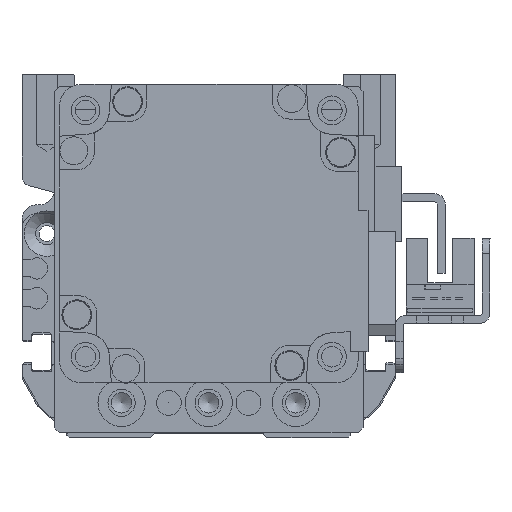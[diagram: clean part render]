
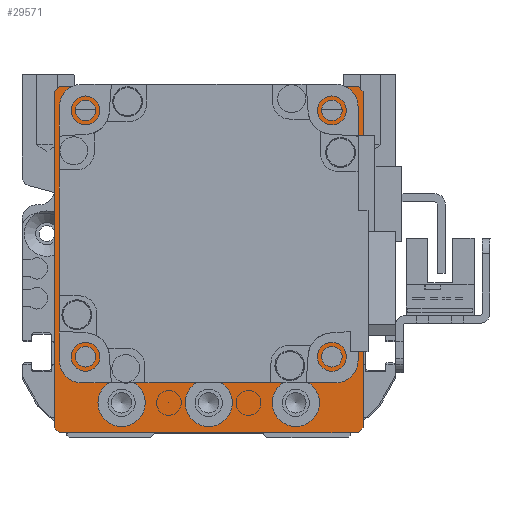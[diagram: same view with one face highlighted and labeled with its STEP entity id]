
A CAD part, left-side view. The second image highlights one B-rep face of the part: STEP entity #29571.
In plain terms, the highlighted face is planar.
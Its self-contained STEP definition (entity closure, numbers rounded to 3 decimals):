
#935=FACE_BOUND('',#5861,.T.);
#936=FACE_BOUND('',#5862,.T.);
#937=FACE_BOUND('',#5863,.T.);
#938=FACE_BOUND('',#5864,.T.);
#939=FACE_BOUND('',#5865,.T.);
#940=FACE_BOUND('',#5866,.T.);
#941=FACE_BOUND('',#5867,.T.);
#942=FACE_BOUND('',#5868,.T.);
#1688=PLANE('',#33219);
#3834=FACE_OUTER_BOUND('',#5860,.T.);
#5860=EDGE_LOOP('',(#26686,#26687,#26688,#26689,#26690,#26691,#26692,#26693));
#5861=EDGE_LOOP('',(#26694));
#5862=EDGE_LOOP('',(#26695));
#5863=EDGE_LOOP('',(#26696));
#5864=EDGE_LOOP('',(#26697));
#5865=EDGE_LOOP('',(#26698));
#5866=EDGE_LOOP('',(#26699));
#5867=EDGE_LOOP('',(#26700));
#5868=EDGE_LOOP('',(#26701));
#8172=LINE('',#51074,#10535);
#8175=LINE('',#51079,#10538);
#8177=LINE('',#51083,#10540);
#8179=LINE('',#51087,#10542);
#8181=LINE('',#51092,#10544);
#8183=LINE('',#51095,#10546);
#8184=LINE('',#51097,#10547);
#8185=LINE('',#51098,#10548);
#10535=VECTOR('',#41479,10.);
#10538=VECTOR('',#41484,10.);
#10540=VECTOR('',#41488,10.);
#10542=VECTOR('',#41492,10.);
#10544=VECTOR('',#41496,10.);
#10546=VECTOR('',#41500,10.);
#10547=VECTOR('',#41501,10.);
#10548=VECTOR('',#41502,10.);
#12445=CIRCLE('',#33220,25.);
#12446=CIRCLE('',#33221,2.067);
#12447=CIRCLE('',#33222,2.067);
#12448=CIRCLE('',#33223,2.067);
#12449=CIRCLE('',#33224,2.067);
#12450=CIRCLE('',#33225,4.75);
#12451=CIRCLE('',#33226,4.75);
#12452=CIRCLE('',#33227,4.75);
#14999=VERTEX_POINT('',#51071);
#15000=VERTEX_POINT('',#51073);
#15001=VERTEX_POINT('',#51077);
#15002=VERTEX_POINT('',#51081);
#15003=VERTEX_POINT('',#51085);
#15004=VERTEX_POINT('',#51089);
#15005=VERTEX_POINT('',#51091);
#15006=VERTEX_POINT('',#51096);
#15007=VERTEX_POINT('',#51099);
#15008=VERTEX_POINT('',#51101);
#15009=VERTEX_POINT('',#51103);
#15010=VERTEX_POINT('',#51105);
#15011=VERTEX_POINT('',#51107);
#15012=VERTEX_POINT('',#51109);
#15013=VERTEX_POINT('',#51111);
#15014=VERTEX_POINT('',#51113);
#18964=EDGE_CURVE('',#14999,#15000,#8172,.T.);
#18967=EDGE_CURVE('',#14999,#15001,#8175,.T.);
#18969=EDGE_CURVE('',#15002,#15001,#8177,.T.);
#18971=EDGE_CURVE('',#15002,#15003,#8179,.T.);
#18973=EDGE_CURVE('',#15004,#15005,#8181,.T.);
#18975=EDGE_CURVE('',#15004,#15000,#8183,.T.);
#18976=EDGE_CURVE('',#15006,#15003,#8184,.T.);
#18977=EDGE_CURVE('',#15006,#15005,#8185,.T.);
#18978=EDGE_CURVE('',#15007,#15007,#12445,.T.);
#18979=EDGE_CURVE('',#15008,#15008,#12446,.T.);
#18980=EDGE_CURVE('',#15009,#15009,#12447,.T.);
#18981=EDGE_CURVE('',#15010,#15010,#12448,.T.);
#18982=EDGE_CURVE('',#15011,#15011,#12449,.T.);
#18983=EDGE_CURVE('',#15012,#15012,#12450,.T.);
#18984=EDGE_CURVE('',#15013,#15013,#12451,.T.);
#18985=EDGE_CURVE('',#15014,#15014,#12452,.T.);
#26686=ORIENTED_EDGE('',*,*,#18973,.F.);
#26687=ORIENTED_EDGE('',*,*,#18975,.T.);
#26688=ORIENTED_EDGE('',*,*,#18964,.F.);
#26689=ORIENTED_EDGE('',*,*,#18967,.T.);
#26690=ORIENTED_EDGE('',*,*,#18969,.F.);
#26691=ORIENTED_EDGE('',*,*,#18971,.T.);
#26692=ORIENTED_EDGE('',*,*,#18976,.F.);
#26693=ORIENTED_EDGE('',*,*,#18977,.T.);
#26694=ORIENTED_EDGE('',*,*,#18978,.T.);
#26695=ORIENTED_EDGE('',*,*,#18979,.T.);
#26696=ORIENTED_EDGE('',*,*,#18980,.T.);
#26697=ORIENTED_EDGE('',*,*,#18981,.T.);
#26698=ORIENTED_EDGE('',*,*,#18982,.T.);
#26699=ORIENTED_EDGE('',*,*,#18983,.T.);
#26700=ORIENTED_EDGE('',*,*,#18984,.T.);
#26701=ORIENTED_EDGE('',*,*,#18985,.T.);
#29571=ADVANCED_FACE('',(#3834,#935,#936,#937,#938,#939,#940,#941,#942),
#1688,.T.);
#33219=AXIS2_PLACEMENT_3D('',#51094,#41498,#41499);
#33220=AXIS2_PLACEMENT_3D('',#51100,#41503,#41504);
#33221=AXIS2_PLACEMENT_3D('',#51102,#41505,#41506);
#33222=AXIS2_PLACEMENT_3D('',#51104,#41507,#41508);
#33223=AXIS2_PLACEMENT_3D('',#51106,#41509,#41510);
#33224=AXIS2_PLACEMENT_3D('',#51108,#41511,#41512);
#33225=AXIS2_PLACEMENT_3D('',#51110,#41513,#41514);
#33226=AXIS2_PLACEMENT_3D('',#51112,#41515,#41516);
#33227=AXIS2_PLACEMENT_3D('',#51114,#41517,#41518);
#41479=DIRECTION('',(-0.707,-0.707,0.));
#41484=DIRECTION('',(0.,1.,0.));
#41488=DIRECTION('',(0.707,-0.707,0.));
#41492=DIRECTION('',(-1.,0.,0.));
#41496=DIRECTION('',(-0.707,0.707,0.));
#41498=DIRECTION('center_axis',(0.,0.,1.));
#41499=DIRECTION('ref_axis',(1.,0.,0.));
#41500=DIRECTION('',(1.,0.,0.));
#41501=DIRECTION('',(0.707,0.707,0.));
#41502=DIRECTION('',(0.,-1.,0.));
#41503=DIRECTION('center_axis',(0.,0.,-1.));
#41504=DIRECTION('ref_axis',(1.,0.,0.));
#41505=DIRECTION('center_axis',(0.,0.,-1.));
#41506=DIRECTION('ref_axis',(1.,0.,0.));
#41507=DIRECTION('center_axis',(0.,0.,-1.));
#41508=DIRECTION('ref_axis',(1.,0.,0.));
#41509=DIRECTION('center_axis',(0.,0.,-1.));
#41510=DIRECTION('ref_axis',(1.,0.,0.));
#41511=DIRECTION('center_axis',(0.,0.,-1.));
#41512=DIRECTION('ref_axis',(1.,0.,0.));
#41513=DIRECTION('center_axis',(0.,0.,-1.));
#41514=DIRECTION('ref_axis',(1.,0.,0.));
#41515=DIRECTION('center_axis',(0.,0.,-1.));
#41516=DIRECTION('ref_axis',(1.,0.,0.));
#41517=DIRECTION('center_axis',(0.,0.,-1.));
#41518=DIRECTION('ref_axis',(1.,0.,0.));
#51071=CARTESIAN_POINT('',(31.,-33.75,59.));
#51073=CARTESIAN_POINT('',(30.,-34.75,59.));
#51074=CARTESIAN_POINT('',(31.438,-33.313,59.));
#51077=CARTESIAN_POINT('',(31.,33.75,59.));
#51079=CARTESIAN_POINT('',(31.,-34.75,59.));
#51081=CARTESIAN_POINT('',(30.,34.75,59.));
#51083=CARTESIAN_POINT('',(31.438,33.313,59.));
#51085=CARTESIAN_POINT('',(-30.,34.75,59.));
#51087=CARTESIAN_POINT('',(31.,34.75,59.));
#51089=CARTESIAN_POINT('',(-30.,-34.75,59.));
#51091=CARTESIAN_POINT('',(-31.,-33.75,59.));
#51092=CARTESIAN_POINT('',(-31.438,-33.313,59.));
#51094=CARTESIAN_POINT('Origin',(0.,0.,
59.));
#51095=CARTESIAN_POINT('',(-31.,-34.75,59.));
#51096=CARTESIAN_POINT('',(-31.,33.75,59.));
#51097=CARTESIAN_POINT('',(-31.438,33.313,59.));
#51098=CARTESIAN_POINT('',(-31.,34.75,59.));
#51099=CARTESIAN_POINT('',(-25.,5.25,59.));
#51100=CARTESIAN_POINT('Origin',(0.,5.25,59.));
#51101=CARTESIAN_POINT('',(22.682,-19.499,59.));
#51102=CARTESIAN_POINT('Origin',(24.749,-19.499,59.));
#51103=CARTESIAN_POINT('',(22.682,29.999,59.));
#51104=CARTESIAN_POINT('Origin',(24.749,29.999,59.));
#51105=CARTESIAN_POINT('',(-26.816,29.999,59.));
#51106=CARTESIAN_POINT('Origin',(-24.749,29.999,59.));
#51107=CARTESIAN_POINT('',(-26.816,-19.499,59.));
#51108=CARTESIAN_POINT('Origin',(-24.749,-19.499,59.));
#51109=CARTESIAN_POINT('',(12.75,-28.75,59.));
#51110=CARTESIAN_POINT('Origin',(17.5,-28.75,59.));
#51111=CARTESIAN_POINT('',(-4.75,-28.75,59.));
#51112=CARTESIAN_POINT('Origin',(0.,-28.75,59.));
#51113=CARTESIAN_POINT('',(-22.25,-28.75,59.));
#51114=CARTESIAN_POINT('Origin',(-17.5,-28.75,59.));
